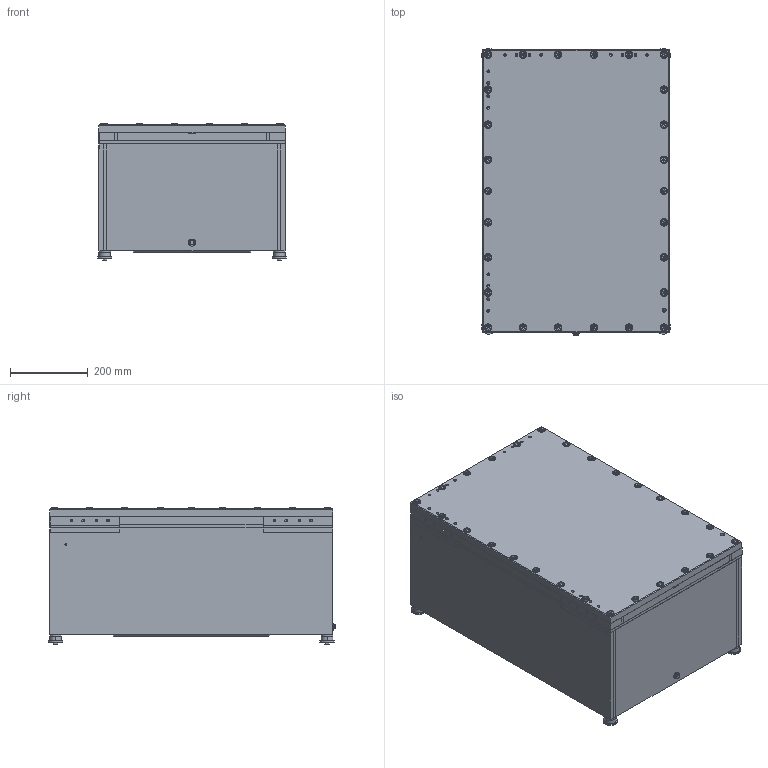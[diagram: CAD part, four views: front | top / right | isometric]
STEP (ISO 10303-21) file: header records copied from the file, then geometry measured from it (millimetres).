
FILE_DESCRIPTION (( 'STEP AP203' ), '1' );
FILE_NAME ('8264-_933-2__0-ap203.STEP', '2012-12-05T10:31:04', ( 'Admin' ), ( 'R. STAHL AG' ), 'SwSTEP 2.0', 'SolidWorks 2012', '' );
FILE_SCHEMA (( 'CONFIG_CONTROL_DESIGN' ));
Length unit declared in the file: millimetre
Products named in the file (12): 8264-_933-2__0-ap203; 933_M 6 x 12; 9021_6,4; 500_672_0_M 6 x 60; 128_M12; 506_712_0; ISO 4762 (DIN 912)_Standard M10 x 30; DIN EN ISO 1207 (DIN 84)_M6 x 10; 128_M 6; 82_649_04_55_0; 82_649_56_05_3; 82_649_56_04_3_boden_20<Wie bearbeitet>
Assembly tree (56 placements, depth 2):
  8264-_933-2__0-ap203
    82_649_56_04_3_boden_20<Wie bearbeitet>
    82_649_56_05_3
    82_649_04_55_0
    128_M 6  x7
    DIN EN ISO 1207 (DIN 84)_M6 x 10  x6
    ISO 4762 (DIN 912)_Standard M10 x 30  x26
    506_712_0  x4
    128_M12  x4
    500_672_0_M 6 x 60  x4
    9021_6,4
    933_M 6 x 12
Bounding box: 487 x 740.7 x 351.6 mm (x, y, z)
Volume: 25056422.9 mm3; surface area: 3987260 mm2
Topology: 103 solids, 103 shells, 1947 faces, 4360 edges, 2591 vertices
Faces by surface type: plane 850, cylinder 535, cone 382, torus 180
Entity records: 29308 total; most frequent: DIRECTION 4910, CARTESIAN_POINT 4740, ORIENTED_EDGE 4200, EDGE_CURVE 2100, AXIS2_PLACEMENT_3D 1867, VERTEX_POINT 1341, LINE 1176, VECTOR 1176
